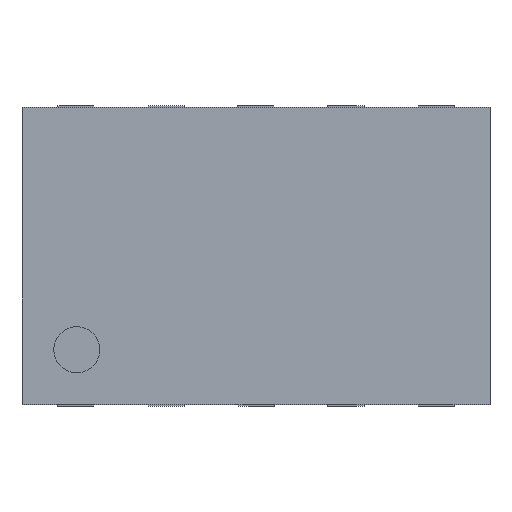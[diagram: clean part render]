
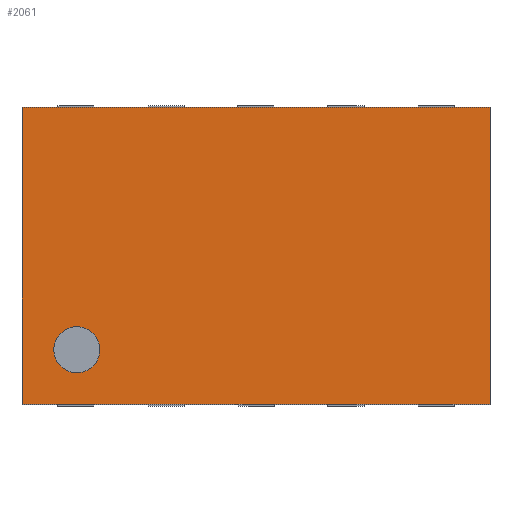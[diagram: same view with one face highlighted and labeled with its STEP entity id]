
A CAD part, top view. The second image highlights one B-rep face of the part: STEP entity #2061.
In plain terms, the highlighted planar face has unit normal (0, 0, 1).
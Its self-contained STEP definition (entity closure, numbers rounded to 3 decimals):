
#7 = LINE ( 'NONE', #654, #938 ) ;
#15 = CIRCLE ( 'NONE', #2236, 0.128 ) ;
#47 = ORIENTED_EDGE ( 'NONE', *, *, #1167, .F. ) ;
#117 = AXIS2_PLACEMENT_3D ( 'NONE', #1016, #1401, #1385 ) ;
#144 = CARTESIAN_POINT ( 'NONE',  ( -1.3, 0.825, 0.55 ) ) ;
#148 = EDGE_LOOP ( 'NONE', ( #1187, #47, #355, #951 ) ) ;
#197 = LINE ( 'NONE', #1713, #642 ) ;
#320 = VECTOR ( 'NONE', #791, 1000. ) ;
#325 = CARTESIAN_POINT ( 'NONE',  ( -0.867, -0.522, 0.55 ) ) ;
#348 = VERTEX_POINT ( 'NONE', #811 ) ;
#355 = ORIENTED_EDGE ( 'NONE', *, *, #2325, .F. ) ;
#444 = DIRECTION ( 'NONE',  ( 1., 0., 0. ) ) ;
#459 = LINE ( 'NONE', #1616, #1003 ) ;
#533 = EDGE_LOOP ( 'NONE', ( #1456, #799 ) ) ;
#600 = DIRECTION ( 'NONE',  ( 1., 0., 0. ) ) ;
#642 = VECTOR ( 'NONE', #444, 1000. ) ;
#654 = CARTESIAN_POINT ( 'NONE',  ( -1.3, -0.475, 0.55 ) ) ;
#783 = CARTESIAN_POINT ( 'NONE',  ( -1.123, -0.522, 0.55 ) ) ;
#791 = DIRECTION ( 'NONE',  ( -1., 0., 0. ) ) ;
#799 = ORIENTED_EDGE ( 'NONE', *, *, #1270, .F. ) ;
#810 = LINE ( 'NONE', #1706, #320 ) ;
#811 = CARTESIAN_POINT ( 'NONE',  ( 1.3, 0.825, 0.55 ) ) ;
#829 = CARTESIAN_POINT ( 'NONE',  ( 1.3, -0.825, 0.55 ) ) ;
#938 = VECTOR ( 'NONE', #1742, 1000. ) ;
#951 = ORIENTED_EDGE ( 'NONE', *, *, #1653, .F. ) ;
#998 = PLANE ( 'NONE',  #117 ) ;
#1003 = VECTOR ( 'NONE', #1082, 1000. ) ;
#1016 = CARTESIAN_POINT ( 'NONE',  ( 0., -0.475, 0.55 ) ) ;
#1082 = DIRECTION ( 'NONE',  ( 0., -1., 0. ) ) ;
#1167 = EDGE_CURVE ( 'NONE', #1421, #1595, #7, .T. ) ;
#1187 = ORIENTED_EDGE ( 'NONE', *, *, #2370, .F. ) ;
#1209 = FACE_BOUND ( 'NONE', #533, .T. ) ;
#1259 = CARTESIAN_POINT ( 'NONE',  ( -0.995, -0.522, 0.55 ) ) ;
#1270 = EDGE_CURVE ( 'NONE', #1445, #2211, #2024, .T. ) ;
#1336 = DIRECTION ( 'NONE',  ( 0., 0., 1. ) ) ;
#1385 = DIRECTION ( 'NONE',  ( -1., 0., 0. ) ) ;
#1401 = DIRECTION ( 'NONE',  ( 0., 0., -1. ) ) ;
#1421 = VERTEX_POINT ( 'NONE', #2064 ) ;
#1425 = DIRECTION ( 'NONE',  ( 1., 0., 0. ) ) ;
#1445 = VERTEX_POINT ( 'NONE', #783 ) ;
#1456 = ORIENTED_EDGE ( 'NONE', *, *, #1763, .F. ) ;
#1595 = VERTEX_POINT ( 'NONE', #144 ) ;
#1616 = CARTESIAN_POINT ( 'NONE',  ( 1.3, -0.475, 0.55 ) ) ;
#1653 = EDGE_CURVE ( 'NONE', #348, #2080, #459, .T. ) ;
#1706 = CARTESIAN_POINT ( 'NONE',  ( 0., -0.825, 0.55 ) ) ;
#1713 = CARTESIAN_POINT ( 'NONE',  ( 0., 0.825, 0.55 ) ) ;
#1742 = DIRECTION ( 'NONE',  ( 0., 1., 0. ) ) ;
#1763 = EDGE_CURVE ( 'NONE', #2211, #1445, #15, .T. ) ;
#2024 = CIRCLE ( 'NONE', #2109, 0.128 ) ;
#2061 = ADVANCED_FACE ( 'NONE', ( #2164, #1209 ), #998, .F. ) ;
#2064 = CARTESIAN_POINT ( 'NONE',  ( -1.3, -0.825, 0.55 ) ) ;
#2080 = VERTEX_POINT ( 'NONE', #829 ) ;
#2109 = AXIS2_PLACEMENT_3D ( 'NONE', #1259, #2344, #1425 ) ;
#2164 = FACE_OUTER_BOUND ( 'NONE', #148, .T. ) ;
#2211 = VERTEX_POINT ( 'NONE', #325 ) ;
#2236 = AXIS2_PLACEMENT_3D ( 'NONE', #2265, #1336, #600 ) ;
#2265 = CARTESIAN_POINT ( 'NONE',  ( -0.995, -0.522, 0.55 ) ) ;
#2325 = EDGE_CURVE ( 'NONE', #2080, #1421, #810, .T. ) ;
#2344 = DIRECTION ( 'NONE',  ( 0., 0., 1. ) ) ;
#2370 = EDGE_CURVE ( 'NONE', #1595, #348, #197, .T. ) ;
